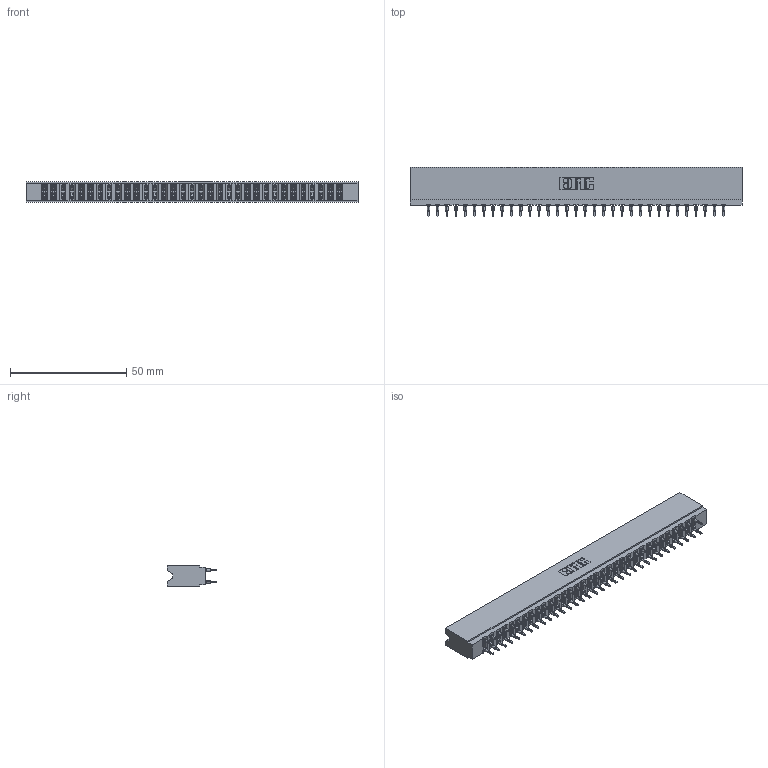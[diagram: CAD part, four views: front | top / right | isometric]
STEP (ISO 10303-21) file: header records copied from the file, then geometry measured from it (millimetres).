
FILE_DESCRIPTION (( 'STEP AP203' ), '1' );
FILE_NAME ('737-066-525-206.STEP', '2020-09-11T06:30:51', ( '' ), ( '' ), 'SwSTEP 2.0', 'SolidWorks 2020', '' );
FILE_SCHEMA (( 'CONFIG_CONTROL_DESIGN' ));
Products named in the file (3): 745-292-001_525; 737-066-525-206; 737 Part_Insulator Option - 06
Assembly tree (67 placements, depth 2):
  737-066-525-206
    737 Part_Insulator Option - 06
    745-292-001_525  x66
Bounding box: 142.6 x 21.22 x 8.89 mm (x, y, z)
Volume: 14112.8 mm3; surface area: 20240.2 mm2
Topology: 67 solids, 67 shells, 6035 faces, 16229 edges, 10202 vertices
Faces by surface type: plane 3124, bspline 1320, cylinder 1195, torus 396
Entity records: 57867 total; most frequent: CARTESIAN_POINT 10550, ORIENTED_EDGE 9968, DIRECTION 8708, EDGE_CURVE 4984, LINE 4604, VECTOR 4604, VERTEX_POINT 3182, AXIS2_PLACEMENT_3D 2052
